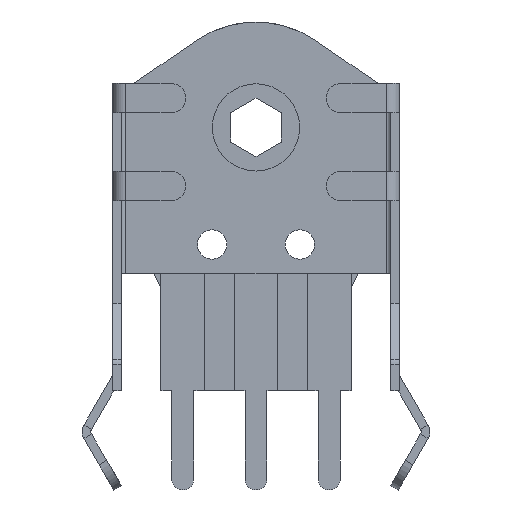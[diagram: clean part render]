
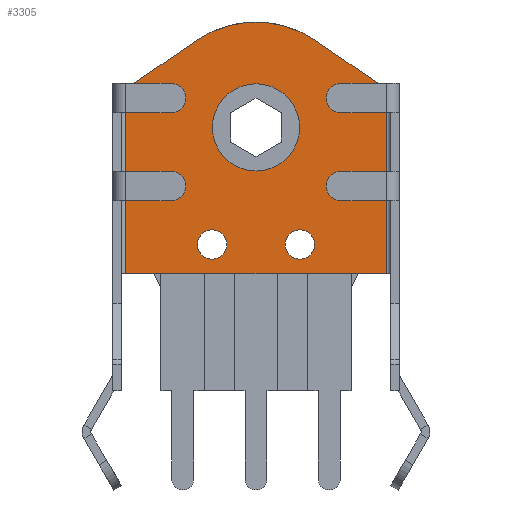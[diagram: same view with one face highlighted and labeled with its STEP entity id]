
A CAD part, front view. The second image highlights one B-rep face of the part: STEP entity #3305.
In plain terms, the highlighted planar face has unit normal (0, -1, 0).
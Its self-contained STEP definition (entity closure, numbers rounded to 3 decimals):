
#62=FACE_BOUND('',#580,.T.);
#63=FACE_BOUND('',#581,.T.);
#64=FACE_BOUND('',#582,.T.);
#177=PLANE('',#3617);
#368=FACE_OUTER_BOUND('',#579,.T.);
#579=EDGE_LOOP('',(#2939,#2940,#2941,#2942,#2943,#2944));
#580=EDGE_LOOP('',(#2945));
#581=EDGE_LOOP('',(#2946));
#582=EDGE_LOOP('',(#2947));
#885=LINE('',#5422,#1242);
#889=LINE('',#5430,#1246);
#892=LINE('',#5436,#1249);
#899=LINE('',#5463,#1256);
#902=LINE('',#5468,#1259);
#1242=VECTOR('',#4402,10.);
#1246=VECTOR('',#4408,10.);
#1249=VECTOR('',#4413,10.);
#1256=VECTOR('',#4444,10.);
#1259=VECTOR('',#4449,10.);
#1411=CIRCLE('',#3597,1.49);
#1412=CIRCLE('',#3604,0.5);
#1414=CIRCLE('',#3607,0.5);
#1416=CIRCLE('',#3612,3.6);
#1639=VERTEX_POINT('',#5408);
#1642=VERTEX_POINT('',#5420);
#1643=VERTEX_POINT('',#5421);
#1646=VERTEX_POINT('',#5429);
#1648=VERTEX_POINT('',#5435);
#1650=VERTEX_POINT('',#5441);
#1652=VERTEX_POINT('',#5447);
#1654=VERTEX_POINT('',#5456);
#1656=VERTEX_POINT('',#5462);
#2066=EDGE_CURVE('',#1639,#1639,#1411,.T.);
#2071=EDGE_CURVE('',#1642,#1643,#885,.T.);
#2075=EDGE_CURVE('',#1646,#1642,#889,.T.);
#2078=EDGE_CURVE('',#1648,#1646,#892,.T.);
#2081=EDGE_CURVE('',#1650,#1650,#1412,.T.);
#2084=EDGE_CURVE('',#1652,#1652,#1414,.T.);
#2088=EDGE_CURVE('',#1654,#1648,#1416,.T.);
#2091=EDGE_CURVE('',#1656,#1654,#899,.T.);
#2094=EDGE_CURVE('',#1643,#1656,#902,.T.);
#2939=ORIENTED_EDGE('',*,*,#2078,.T.);
#2940=ORIENTED_EDGE('',*,*,#2075,.T.);
#2941=ORIENTED_EDGE('',*,*,#2071,.T.);
#2942=ORIENTED_EDGE('',*,*,#2094,.T.);
#2943=ORIENTED_EDGE('',*,*,#2091,.T.);
#2944=ORIENTED_EDGE('',*,*,#2088,.T.);
#2945=ORIENTED_EDGE('',*,*,#2066,.T.);
#2946=ORIENTED_EDGE('',*,*,#2081,.T.);
#2947=ORIENTED_EDGE('',*,*,#2084,.T.);
#3305=ADVANCED_FACE('',(#368,#62,#63,#64),#177,.F.);
#3597=AXIS2_PLACEMENT_3D('',#5410,#4390,#4391);
#3604=AXIS2_PLACEMENT_3D('',#5442,#4418,#4419);
#3607=AXIS2_PLACEMENT_3D('',#5448,#4425,#4426);
#3612=AXIS2_PLACEMENT_3D('',#5457,#4437,#4438);
#3617=AXIS2_PLACEMENT_3D('',#5471,#4453,#4454);
#4390=DIRECTION('center_axis',(0.,1.,0.));
#4391=DIRECTION('ref_axis',(1.,0.,0.));
#4402=DIRECTION('',(1.,0.,0.));
#4408=DIRECTION('',(0.,0.,-1.));
#4413=DIRECTION('',(-0.824,0.,-0.567));
#4418=DIRECTION('center_axis',(0.,1.,0.));
#4419=DIRECTION('ref_axis',(1.,0.,0.));
#4425=DIRECTION('center_axis',(0.,1.,0.));
#4426=DIRECTION('ref_axis',(1.,0.,0.));
#4437=DIRECTION('center_axis',(0.,-1.,0.));
#4438=DIRECTION('ref_axis',(0.909,0.,0.417));
#4444=DIRECTION('',(-0.824,0.,0.567));
#4449=DIRECTION('',(0.,0.,1.));
#4453=DIRECTION('center_axis',(0.,1.,0.));
#4454=DIRECTION('ref_axis',(0.,0.,1.));
#5408=CARTESIAN_POINT('',(-1.49,-2.9,0.));
#5410=CARTESIAN_POINT('Origin',(0.,-2.9,0.));
#5420=CARTESIAN_POINT('',(-4.45,-2.9,-5.));
#5421=CARTESIAN_POINT('',(4.45,-2.9,-5.));
#5422=CARTESIAN_POINT('',(-2.225,-2.9,-5.));
#5429=CARTESIAN_POINT('',(-4.45,-2.9,1.309));
#5430=CARTESIAN_POINT('',(-4.45,-2.9,0.305));
#5435=CARTESIAN_POINT('',(-2.039,-2.9,2.967));
#5436=CARTESIAN_POINT('',(-2.203,-2.9,2.854));
#5441=CARTESIAN_POINT('',(1.,-2.9,-4.));
#5442=CARTESIAN_POINT('Origin',(1.5,-2.9,-4.));
#5447=CARTESIAN_POINT('',(-2.,-2.9,-4.));
#5448=CARTESIAN_POINT('Origin',(-1.5,-2.9,-4.));
#5456=CARTESIAN_POINT('',(2.039,-2.9,2.967));
#5457=CARTESIAN_POINT('Origin',(0.,-2.9,0.));
#5462=CARTESIAN_POINT('',(4.45,-2.9,1.309));
#5463=CARTESIAN_POINT('',(3.408,-2.9,2.026));
#5468=CARTESIAN_POINT('',(4.45,-2.9,-2.85));
#5471=CARTESIAN_POINT('Origin',(0.,-2.9,-0.7));
